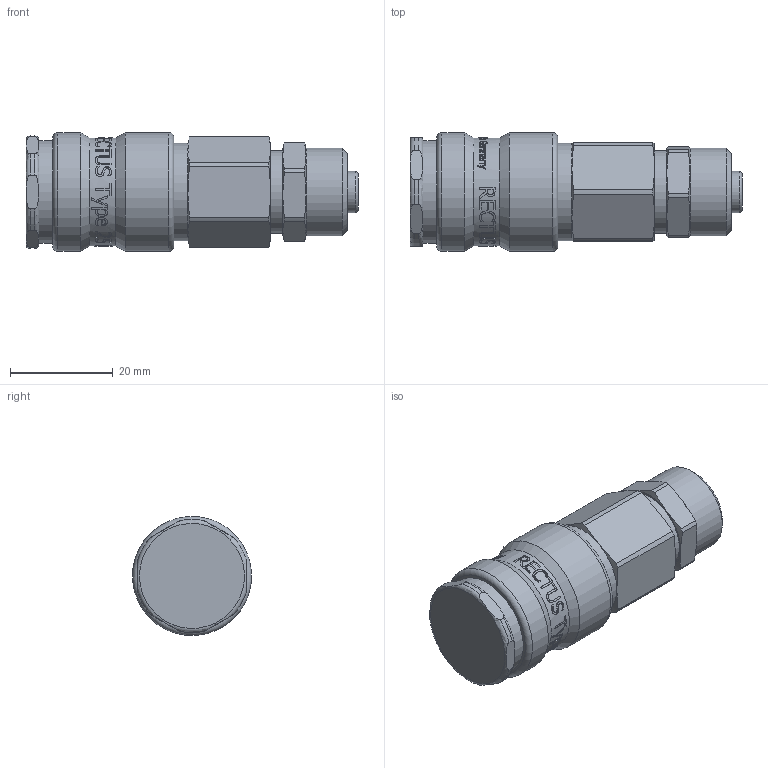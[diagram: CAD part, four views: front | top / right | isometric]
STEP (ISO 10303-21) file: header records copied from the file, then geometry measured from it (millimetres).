
FILE_DESCRIPTION((''),'2;1');
FILE_NAME('25kbko10bpx.stp','2014-04-01T07:12:32',('IA176480'),(''),'Autodesk Inventor 2013','Autodesk Inventor 2013','');
FILE_SCHEMA(('AUTOMOTIVE_DESIGN { 1 0 10303 214 1 1 1 1 }'));
Length unit declared in the file: millimetre
Products named in the file (1): D109864
Bounding box: 64.5 x 23.09 x 23.09 mm (x, y, z)
Volume: 18397.4 mm3; surface area: 9140.2 mm2
Topology: 2 solids, 3 shells, 606 faces, 1593 edges, 1049 vertices
Faces by surface type: bspline 248, plane 227, cylinder 85, cone 36, torus 10
Full cylindrical faces by diameter (mm): 8 x1, 8.45 x1, 9.5 x1, 10.2 x1, 14.466 x1, 15 x1, 15.1 x1, 15.3 x1, 15.46 x1, 15.6 x1, 16 x2, 17 x1, 17.25 x1, 18.95 x1, 19.35 x1, 20 x1, 20.05 x1, 21 x1, 23.15 x2
Entity records: 82124 total; most frequent: CARTESIAN_POINT 68821, ORIENTED_EDGE 3066, DIRECTION 1717, EDGE_CURVE 1533, VERTEX_POINT 1038, EDGE_LOOP 715, B_SPLINE_CURVE_WITH_KNOTS 701, FACE_OUTER_BOUND 606
